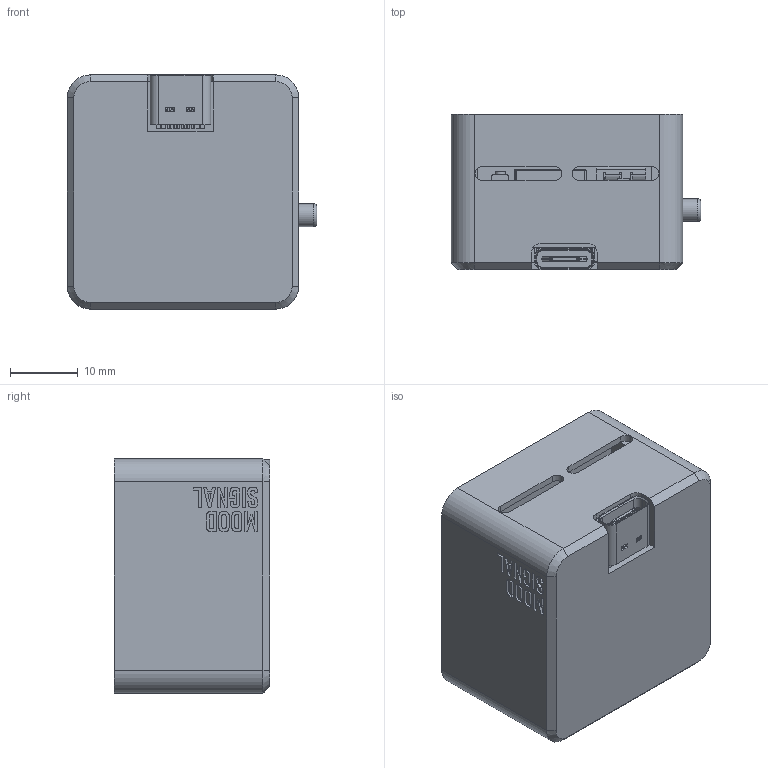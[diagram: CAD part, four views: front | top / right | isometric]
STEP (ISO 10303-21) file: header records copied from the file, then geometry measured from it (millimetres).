
FILE_DESCRIPTION(/* description */ ('','CAx-IF Rec.Pracs.---Representation and Presentation of Product Manufacturing Information (PMI)---4.0---2014-10-13'),/* implementation_level */ '2;1');
FILE_NAME(/* name */ 'mood signal v13.step',/* time_stamp */ '2024-12-09T23:02:26+05:30',/* author */ (''),/* organization */ (''),/* preprocessor_version */ 'ST-DEVELOPER v20',/* originating_system */ 'Autodesk Translation Framework v13.20.0.188',/* authorisation */ '');
FILE_SCHEMA (('AP242_MANAGED_MODEL_BASED_3D_ENGINEERING_MIM_LF { 1 0 10303 442 1 1 4 }'));
Length unit declared in the file: millimetre
Products named in the file (73): mood signal; WS2812B 4x4 PCB v1; WS2812b SMD; xiao esp32c3; XIAO RA4M1; XIAO RA4M1 (1); XIAO-ESP32S3 v2 v1; Seeed Studio XIAO-ESP32-S3 (Sense); USB TYPE C PORT; USB TYPE C PORT (1); BOSS-EXTRUDE14_8_; BOSS-EXTRUDE7_4_; BOSS-EXTRUDE7_3_; BOSS-EXTRUDE14_4_; BOSS-EXTRUDE14_2_; BOSS-EXTRUDE14_11_; BOSS-EXTRUDE7_7_; BOSS-EXTRUDE14_9_; BOSS-EXTRUDE14_3_; BOSS-EXTRUDE14_7_; MIRROR2; BOSS-EXTRUDE14_5_; BOSS-EXTRUDE14_12_; BOSS-EXTRUDE7_8_; BOSS-EXTRUDE7_1_; BOSS-EXTRUDE14_10_; BOSS-EXTRUDE7_9_; BOSS-EXTRUDE14_6_; CHAMFER9; BOSS-EXTRUDE14_1_; BOSS-EXTRUDE7_6_; BOSS-EXTRUDE7_2_; CUT-EXTRUDE5; BOSS-EXTRUDE7_5_; SKTAAAE010 v1; SKTAAAE010 v1_1; Body; Shield; Button (1); main body ...
Assembly tree (89 placements, depth 9):
  mood signal
    WS2812B 4x4 PCB v1
      WS2812b SMD  x16
    xiao esp32c3
      XIAO RA4M1
        XIAO RA4M1 (1)
          XIAO-ESP32S3 v2 v1
            Seeed Studio XIAO-ESP32-S3 (Sense)
              USB TYPE C PORT
                USB TYPE C PORT (1)
                  BOSS-EXTRUDE14_8_
                  BOSS-EXTRUDE7_4_
                  BOSS-EXTRUDE7_3_
                  BOSS-EXTRUDE14_4_
                  BOSS-EXTRUDE14_2_
                  BOSS-EXTRUDE14_11_
                  BOSS-EXTRUDE7_7_
                  BOSS-EXTRUDE14_9_
                  BOSS-EXTRUDE14_3_
                  BOSS-EXTRUDE14_7_
                  MIRROR2
                  BOSS-EXTRUDE14_5_
                  BOSS-EXTRUDE14_12_
                  BOSS-EXTRUDE7_8_
                  BOSS-EXTRUDE7_1_
                  BOSS-EXTRUDE14_10_
                  BOSS-EXTRUDE7_9_
                  BOSS-EXTRUDE14_6_
                  CHAMFER9
                  BOSS-EXTRUDE14_1_
                  BOSS-EXTRUDE7_6_
                  BOSS-EXTRUDE7_2_
                  CUT-EXTRUDE5
                  BOSS-EXTRUDE7_5_
              SKTAAAE010 v1
                Body
              SKTAAAE010 v1_1
                Body
          Button (1)  x2
          Shield
    main body
    diffuser
    USB C 1s BMS 5v boost v2
      Seeed Studio XIAO ESP32C6 v1
        XIAO-ESP32S3 v2 v1 (1)
          Seeed Studio XIAO-ESP32-S3 (Sense) (1)
            USB TYPE C PORT (3)
              USB TYPE C PORT (1) (2)
                BOSS-EXTRUDE14_8_ (2)
                BOSS-EXTRUDE7_4_ (2)
                BOSS-EXTRUDE7_3_ (2)
                BOSS-EXTRUDE14_4_ (2)
                BOSS-EXTRUDE14_2_ (2)
                BOSS-EXTRUDE14_11_ (2)
                BOSS-EXTRUDE7_7_ (2)
                BOSS-EXTRUDE14_9_ (2)
                BOSS-EXTRUDE14_3_ (2)
                BOSS-EXTRUDE14_7_ (2)
                MIRROR2 (2)
                BOSS-EXTRUDE14_5_ (2)
Bounding box: 36.9 x 23.01 x 34.64 mm (x, y, z)
Volume: 16086.8 mm3; surface area: 19748.2 mm2
Topology: 87 solids, 92 shells, 2648 faces, 7234 edges, 4822 vertices
Faces by surface type: plane 1868, cylinder 565, bspline 144, cone 32, torus 27, sphere 12
Full cylindrical faces by diameter (mm): 0.5 x4, 0.6 x2, 0.75 x14, 1 x5, 1.146 x16, 1.454 x16, 1.5 x2, 1.524 x6, 3.1 x4, 3.35 x1, 3.911 x1
Entity records: 56685 total; most frequent: CARTESIAN_POINT 11244, ORIENTED_EDGE 9048, DIRECTION 8604, EDGE_CURVE 4524, LINE 3412, VECTOR 3412, VERTEX_POINT 2952, AXIS2_PLACEMENT_3D 2596
